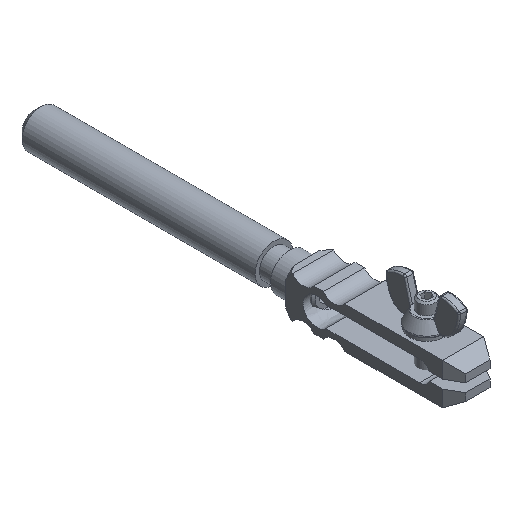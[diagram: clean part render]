
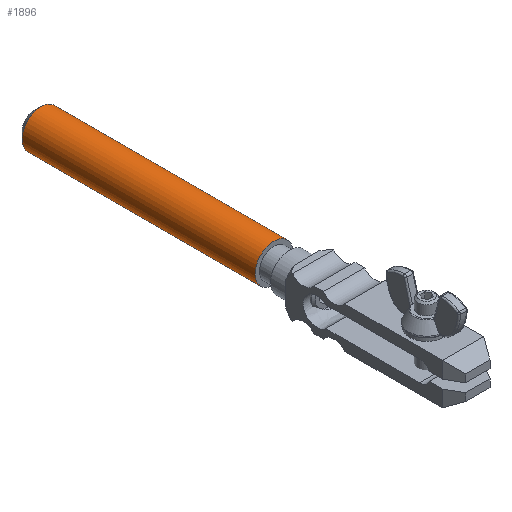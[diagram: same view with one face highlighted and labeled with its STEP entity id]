
A CAD part, isometric view. The second image highlights one B-rep face of the part: STEP entity #1896.
In plain terms, the highlighted free-form (B-spline) face has degree [2, 1] with [9, 2] control points.
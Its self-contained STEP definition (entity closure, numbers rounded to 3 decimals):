
#1896 = ADVANCED_FACE('',(#1897),#1929,.T.);
#1897 = FACE_BOUND('',#1898,.T.);
#1898 = EDGE_LOOP('',(#1899,#1911,#1918,#1928));
#1899 = ORIENTED_EDGE('',*,*,#1900,.F.);
#1900 = EDGE_CURVE('',#1901,#1901,#1903,.T.);
#1901 = VERTEX_POINT('',#1902);
#1902 = CARTESIAN_POINT('',(0.,158.375,6.832));
#1903 = ( BOUNDED_CURVE() B_SPLINE_CURVE(2,(#1904,#1905,#1906,#1907,
#1908,#1909,#1910),.UNSPECIFIED.,.T.,.F.) B_SPLINE_CURVE_WITH_KNOTS((1,2
    ,2,2,2,1),(-2.094,0.,2.094,4.189,
6.283,8.378),.UNSPECIFIED.) CURVE() 
GEOMETRIC_REPRESENTATION_ITEM() RATIONAL_B_SPLINE_CURVE((1.,0.5,1.,0.5,
1.,0.5,1.)) REPRESENTATION_ITEM('') );
#1904 = CARTESIAN_POINT('',(0.,158.375,6.832));
#1905 = CARTESIAN_POINT('',(11.833,158.375,
    6.832));
#1906 = CARTESIAN_POINT('',(5.917,158.375,
    -3.416));
#1907 = CARTESIAN_POINT('',(0.,158.375,
    -13.664));
#1908 = CARTESIAN_POINT('',(-5.917,158.375,
    -3.416));
#1909 = CARTESIAN_POINT('',(-11.833,158.375,
    6.832));
#1910 = CARTESIAN_POINT('',(0.,158.375,6.832));
#1911 = ORIENTED_EDGE('',*,*,#1912,.T.);
#1912 = EDGE_CURVE('',#1901,#1913,#1915,.T.);
#1913 = VERTEX_POINT('',#1914);
#1914 = CARTESIAN_POINT('',(0.,73.908,6.832));
#1915 = B_SPLINE_CURVE_WITH_KNOTS('',1,(#1916,#1917),.UNSPECIFIED.,.F.,
  .F.,(2,2),(2.,70.),.PIECEWISE_BEZIER_KNOTS.);
#1916 = CARTESIAN_POINT('',(0.,158.375,
    6.832));
#1917 = CARTESIAN_POINT('',(0.,73.908,
    6.832));
#1918 = ORIENTED_EDGE('',*,*,#1919,.T.);
#1919 = EDGE_CURVE('',#1913,#1913,#1920,.T.);
#1920 = ( BOUNDED_CURVE() B_SPLINE_CURVE(2,(#1921,#1922,#1923,#1924,
#1925,#1926,#1927),.UNSPECIFIED.,.T.,.F.) B_SPLINE_CURVE_WITH_KNOTS((1,2
    ,2,2,2,1),(-2.094,0.,2.094,4.189,
6.283,8.378),.UNSPECIFIED.) CURVE() 
GEOMETRIC_REPRESENTATION_ITEM() RATIONAL_B_SPLINE_CURVE((1.,0.5,1.,0.5,
1.,0.5,1.)) REPRESENTATION_ITEM('') );
#1921 = CARTESIAN_POINT('',(0.,73.908,6.832));
#1922 = CARTESIAN_POINT('',(11.833,73.908,
    6.832));
#1923 = CARTESIAN_POINT('',(5.917,73.908,
    -3.416));
#1924 = CARTESIAN_POINT('',(0.,73.908,
    -13.664));
#1925 = CARTESIAN_POINT('',(-5.917,73.908,
    -3.416));
#1926 = CARTESIAN_POINT('',(-11.833,73.908,
    6.832));
#1927 = CARTESIAN_POINT('',(0.,73.908,6.832));
#1928 = ORIENTED_EDGE('',*,*,#1912,.F.);
#1929 = ( BOUNDED_SURFACE() B_SPLINE_SURFACE(2,1,(
    (#1930,#1931)
    ,(#1932,#1933)
    ,(#1934,#1935)
    ,(#1936,#1937)
    ,(#1938,#1939)
    ,(#1940,#1941)
    ,(#1942,#1943)
    ,(#1944,#1945)
    ,(#1946,#1947
)),.UNSPECIFIED.,.T.,.F.,.F.) B_SPLINE_SURFACE_WITH_KNOTS((3,2,2,2,3),(2
    ,2),(3.142,4.189,6.283,8.378,
    9.425),(2.,70.),.UNSPECIFIED.) 
GEOMETRIC_REPRESENTATION_ITEM() RATIONAL_B_SPLINE_SURFACE((
    (0.75,0.75)
    ,(0.75,0.75)
    ,(1.,1.)
    ,(0.5,0.5)
    ,(1.,1.)
    ,(0.5,0.5)
    ,(1.,1.)
    ,(0.75,0.75)
,(0.75,0.75))) REPRESENTATION_ITEM('') SURFACE() );
#1930 = CARTESIAN_POINT('',(0.,158.375,6.832));
#1931 = CARTESIAN_POINT('',(0.,73.908,6.832));
#1932 = CARTESIAN_POINT('',(-3.944,158.375,
    6.832));
#1933 = CARTESIAN_POINT('',(-3.944,73.908,
    6.832));
#1934 = CARTESIAN_POINT('',(-5.917,158.375,
    3.416));
#1935 = CARTESIAN_POINT('',(-5.917,73.908,
    3.416));
#1936 = CARTESIAN_POINT('',(-11.833,158.375,
    -6.832));
#1937 = CARTESIAN_POINT('',(-11.833,73.908,
    -6.832));
#1938 = CARTESIAN_POINT('',(0.,158.375,-6.832));
#1939 = CARTESIAN_POINT('',(0.,73.908,-6.832));
#1940 = CARTESIAN_POINT('',(11.833,158.375,
    -6.832));
#1941 = CARTESIAN_POINT('',(11.833,73.908,
    -6.832));
#1942 = CARTESIAN_POINT('',(5.917,158.375,
    3.416));
#1943 = CARTESIAN_POINT('',(5.917,73.908,
    3.416));
#1944 = CARTESIAN_POINT('',(3.944,158.375,
    6.832));
#1945 = CARTESIAN_POINT('',(3.944,73.908,
    6.832));
#1946 = CARTESIAN_POINT('',(0.,158.375,6.832));
#1947 = CARTESIAN_POINT('',(0.,73.908,6.832));
